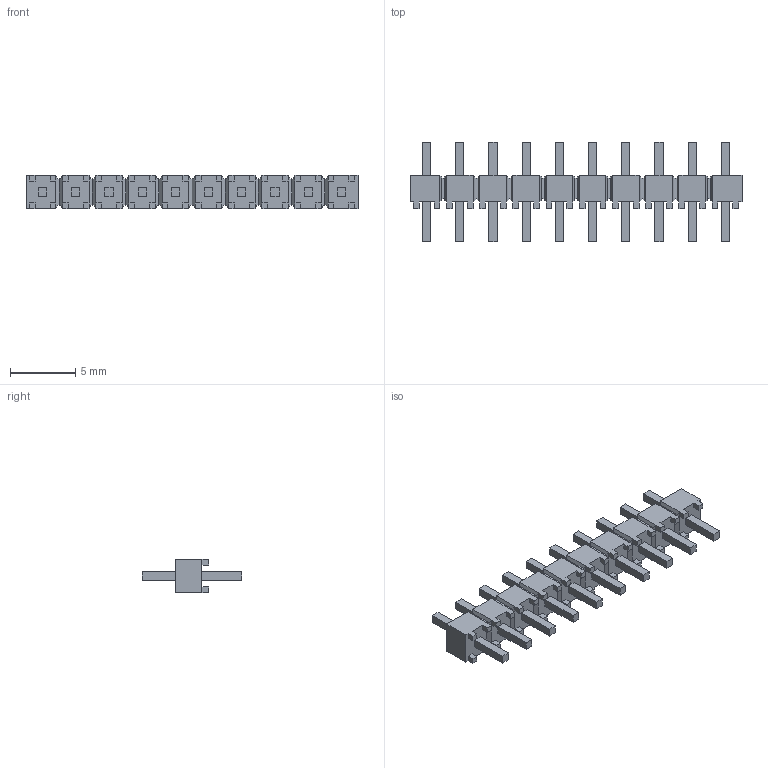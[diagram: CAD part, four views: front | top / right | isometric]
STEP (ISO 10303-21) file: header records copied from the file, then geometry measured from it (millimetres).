
FILE_DESCRIPTION( ( 'STEP AP214' ), '1' );
FILE_NAME( 'MTSW-110-06-T-S-100.stp', '2020-09-20T07:47:24', ( 'License CC BY-ND 4.0' ), ( 'CADENAS' ), ' ', 'PARTsolutions', ' ' );
FILE_SCHEMA( ( 'AUTOMOTIVE_DESIGN { 1 0 10303 214 1 1 1 1 }' ) );
Length unit declared in the file: inch
Products named in the file (3): MTSW-110-06-T-S-100; _MTSW-110-06-T-S-100_body; _MTSW-110-06-S-100
Assembly tree (2 placements, depth 2):
  MTSW-110-06-T-S-100
    _MTSW-110-06-T-S-100_body
    _MTSW-110-06-S-100
Bounding box: 25.4 x 7.62 x 2.54 mm (x, y, z)
Volume: 153.7 mm3; surface area: 573.6 mm2
Topology: 2 solids, 2 shells, 438 faces, 1134 edges, 720 vertices
Faces by surface type: plane 438
Entity records: 16532 total; most frequent: CARTESIAN_POINT 2295, ORIENTED_EDGE 2268, DIRECTION 2016, EDGE_CURVE 1134, LINE 1134, VECTOR 1134, VERTEX_POINT 720, EDGE_LOOP 478
